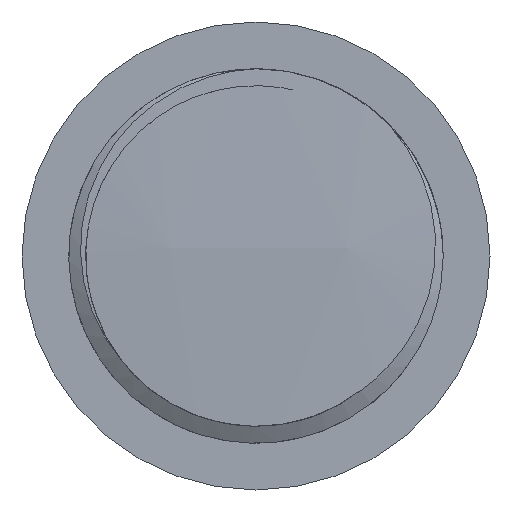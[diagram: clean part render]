
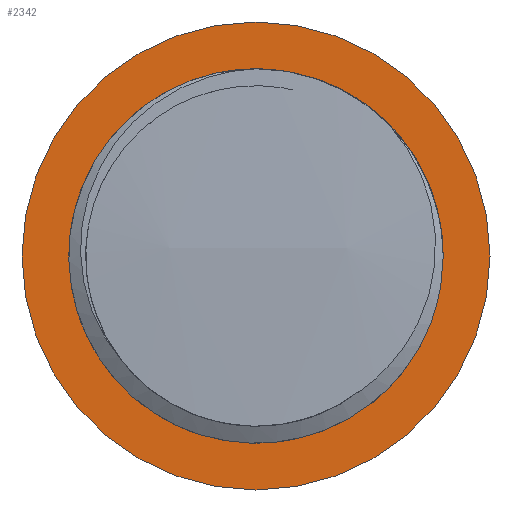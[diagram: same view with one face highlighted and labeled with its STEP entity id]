
A CAD part, left-side view. The second image highlights one B-rep face of the part: STEP entity #2342.
In plain terms, the highlighted planar face has unit normal (-1, 0, 0).
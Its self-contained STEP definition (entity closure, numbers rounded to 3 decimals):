
#39 = CARTESIAN_POINT ( 'NONE',  ( 50., 0., 0. ) ) ;
#477 = EDGE_LOOP ( 'NONE', ( #1059 ) ) ;
#672 = VERTEX_POINT ( 'NONE', #6204 ) ;
#906 = AXIS2_PLACEMENT_3D ( 'NONE', #2225, #3890, #4509 ) ;
#1059 = ORIENTED_EDGE ( 'NONE', *, *, #6402, .F. ) ;
#1096 = ORIENTED_EDGE ( 'NONE', *, *, #5712, .T. ) ;
#1804 = DIRECTION ( 'NONE',  ( -1., 0., 0. ) ) ;
#1951 = CARTESIAN_POINT ( 'NONE',  ( 50., 12., 0. ) ) ;
#2225 = CARTESIAN_POINT ( 'NONE',  ( 50., 0., 0. ) ) ;
#2342 = ADVANCED_FACE ( 'NONE', ( #4666, #4122 ), #6904, .F. ) ;
#3385 = VERTEX_POINT ( 'NONE', #6709 ) ;
#3445 = CIRCLE ( 'NONE', #5982, 12. ) ;
#3890 = DIRECTION ( 'NONE',  ( -1., 0., 0. ) ) ;
#4033 = CIRCLE ( 'NONE', #906, 15. ) ;
#4122 = FACE_OUTER_BOUND ( 'NONE', #6054, .T. ) ;
#4158 = DIRECTION ( 'NONE',  ( 1., 0., 0. ) ) ;
#4509 = DIRECTION ( 'NONE',  ( 0., -1., 0. ) ) ;
#4666 = FACE_BOUND ( 'NONE', #477, .T. ) ;
#5712 = EDGE_CURVE ( 'NONE', #3385, #3385, #4033, .T. ) ;
#5881 = AXIS2_PLACEMENT_3D ( 'NONE', #1951, #4158, #6366 ) ;
#5982 = AXIS2_PLACEMENT_3D ( 'NONE', #39, #1804, #6220 ) ;
#6054 = EDGE_LOOP ( 'NONE', ( #1096 ) ) ;
#6204 = CARTESIAN_POINT ( 'NONE',  ( 50., -12., 0. ) ) ;
#6220 = DIRECTION ( 'NONE',  ( 0., -1., 0. ) ) ;
#6366 = DIRECTION ( 'NONE',  ( 0., 1., 0. ) ) ;
#6402 = EDGE_CURVE ( 'NONE', #672, #672, #3445, .T. ) ;
#6709 = CARTESIAN_POINT ( 'NONE',  ( 50., -15., 0. ) ) ;
#6904 = PLANE ( 'NONE',  #5881 ) ;
